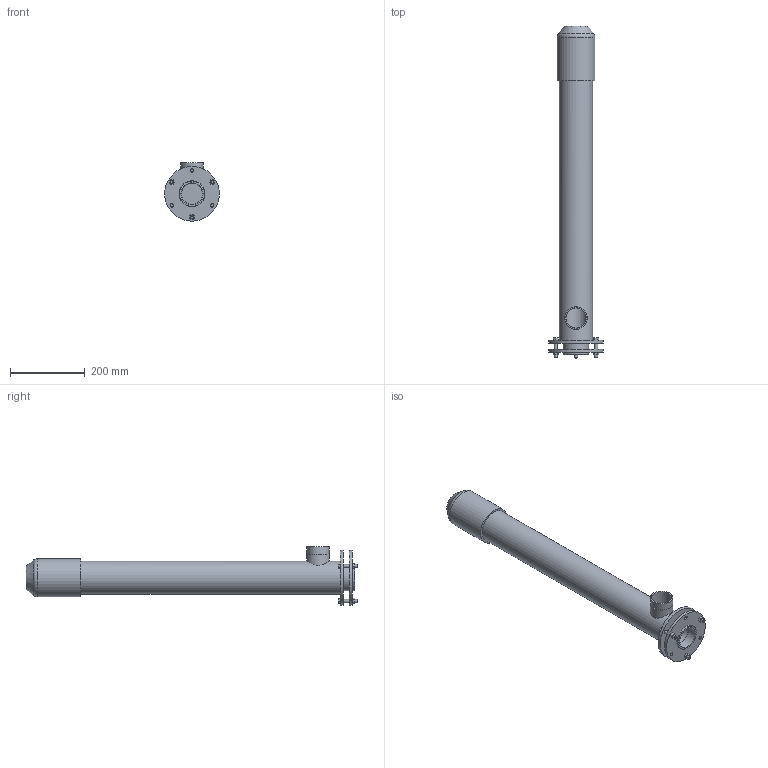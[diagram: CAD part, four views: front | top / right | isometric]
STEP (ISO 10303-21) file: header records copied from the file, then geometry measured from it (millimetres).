
FILE_DESCRIPTION(/* description */ (''),/* implementation_level */ '2;1');
FILE_NAME(/* name */ '37663_VarioJet55_20_mit logo_überprüft.stp',/* time_stamp */ '2014-09-15T10:19:06+02:00',/* author */ ('guzb562'),/* organization */ (''),/* preprocessor_version */ 'ST-DEVELOPER v15.2',/* originating_system */ 'Autodesk Inventor 2014',/* authorisation */ '');
FILE_SCHEMA (('AUTOMOTIVE_DESIGN { 1 0 10303 214 3 1 1 }'));
Length unit declared in the file: millimetre
Products named in the file (1): 37663_VarioJet55_20
Bounding box: 147 x 890.7 x 156.4 mm (x, y, z)
Volume: 3979183.3 mm3; surface area: 498687.7 mm2
Topology: 1 solids, 1 shells, 291 faces, 737 edges, 490 vertices
Faces by surface type: plane 181, bspline 78, cylinder 26, cone 5, torus 1
Full cylindrical faces by diameter (mm): 9 x9, 44.829 x1, 47.644 x1, 54 x1, 57 x1, 59.6 x2, 60.3 x1, 69 x2, 89 x1, 101.421 x1, 147 x2
Entity records: 9624 total; most frequent: CARTESIAN_POINT 3053, ORIENTED_EDGE 1414, DIRECTION 1033, EDGE_CURVE 707, LINE 493, VECTOR 493, VERTEX_POINT 488, EDGE_LOOP 375
